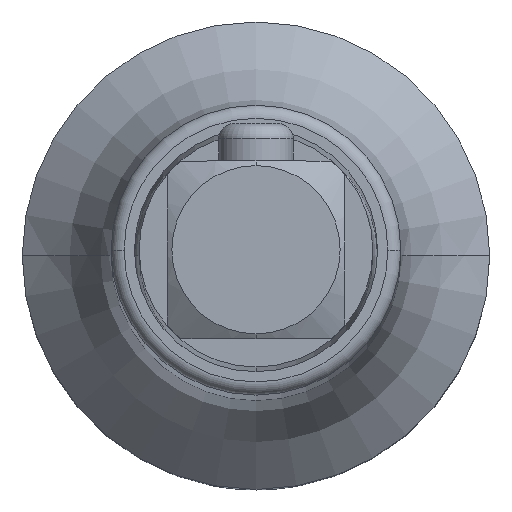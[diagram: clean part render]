
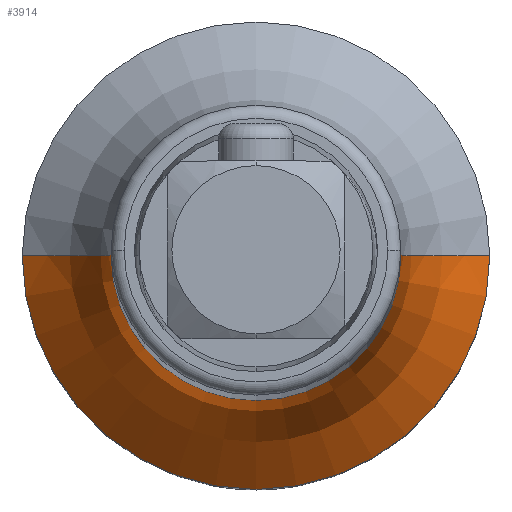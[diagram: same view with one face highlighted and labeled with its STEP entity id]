
A CAD part, top view. The second image highlights one B-rep face of the part: STEP entity #3914.
In plain terms, the highlighted toroidal (fillet/blend) face has major radius 17.75 mm and minor radius 10 mm.
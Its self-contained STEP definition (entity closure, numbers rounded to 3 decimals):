
#3390=CARTESIAN_POINT('',(0.,0.,17.2));
#3391=DIRECTION('',(0.,0.,1.));
#3392=DIRECTION('',(-1.,0.,0.));
#3393=AXIS2_PLACEMENT_3D('',#3390,#3391,#3392);
#3475=CARTESIAN_POINT('',(17.75,0.,
25.711));
#3476=DIRECTION('',(0.,1.,0.));
#3477=DIRECTION('',(-0.525,0.,-0.851));
#3478=AXIS2_PLACEMENT_3D('',#3475,#3476,#3477);
#3483=CARTESIAN_POINT('',(-17.75,0.,
25.711));
#3484=DIRECTION('',(0.,-1.,0.));
#3485=DIRECTION('',(0.525,0.,-0.851));
#3486=AXIS2_PLACEMENT_3D('',#3483,#3484,#3485);
#3499=CARTESIAN_POINT('',(0.,0.,25.711));
#3500=DIRECTION('',(0.,0.,1.));
#3501=DIRECTION('',(-1.,0.,0.));
#3502=AXIS2_PLACEMENT_3D('',#3499,#3500,#3501);
#3631=CARTESIAN_POINT('',(-12.5,0.,17.2));
#3632=CARTESIAN_POINT('',(12.5,0.,17.2));
#3633=VERTEX_POINT('',#3631);
#3634=VERTEX_POINT('',#3632);
#3635=CARTESIAN_POINT('',(-7.75,0.,25.711));
#3636=CARTESIAN_POINT('',(7.75,0.,25.711));
#3637=VERTEX_POINT('',#3635);
#3638=VERTEX_POINT('',#3636);
#3902=CARTESIAN_POINT('',(0.,0.,25.711));
#3903=DIRECTION('',(0.,0.,1.));
#3904=DIRECTION('',(-1.,0.,0.));
#3905=AXIS2_PLACEMENT_3D('',#3902,#3903,#3904);
#3906=TOROIDAL_SURFACE('',#3905,17.75,10.);
#3907=ORIENTED_EDGE('',*,*,#3836,.F.);
#3908=ORIENTED_EDGE('',*,*,#3897,.T.);
#3910=ORIENTED_EDGE('',*,*,#3909,.T.);
#3911=ORIENTED_EDGE('',*,*,#3893,.F.);
#3912=EDGE_LOOP('',(#3907,#3908,#3910,#3911));
#3913=FACE_OUTER_BOUND('',#3912,.F.);
#3914=ADVANCED_FACE('',(#3913),#3906,.F.);
#3394=CIRCLE('',#3393,12.5);
#3479=CIRCLE('',#3478,10.);
#3487=CIRCLE('',#3486,10.);
#3503=CIRCLE('',#3502,7.75);
#3836=EDGE_CURVE('',#3633,#3634,#3394,.T.);
#3893=EDGE_CURVE('',#3634,#3638,#3479,.T.);
#3897=EDGE_CURVE('',#3633,#3637,#3487,.T.);
#3909=EDGE_CURVE('',#3637,#3638,#3503,.T.);
